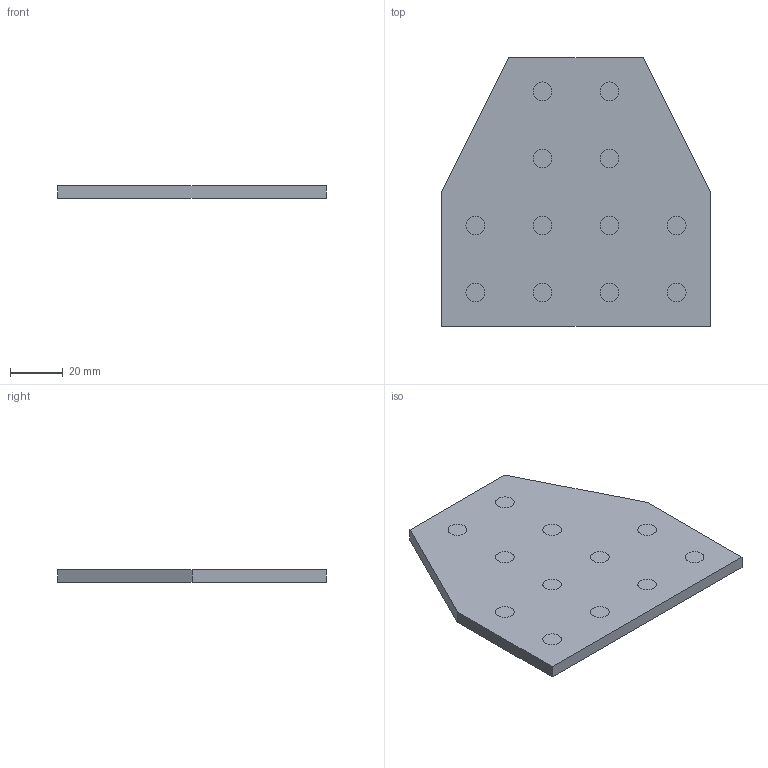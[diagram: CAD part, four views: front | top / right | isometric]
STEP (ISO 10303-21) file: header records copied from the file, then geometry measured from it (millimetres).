
FILE_DESCRIPTION((''),'2;1');
FILE_NAME('10JP4216.stp','2015-07-14T08:41:09',(''),(''),'Mechanical Desktop 2011','Mechanical Desktop 2011',', , ');
FILE_SCHEMA(('AUTOMOTIVE_DESIGN { 1 2 10303 214 1 1 1 1 }'));
Length unit declared in the file: inch
Products named in the file (2): Product; CM02169
Bounding box: 101.6 x 101.6 x 4.78 mm (x, y, z)
Volume: 45407.1 mm3; surface area: 22053.5 mm2
Topology: 13 solids, 13 shells, 56 faces, 90 edges, 60 vertices
Faces by surface type: plane 32, cylinder 24
Entity records: 1351 total; most frequent: DIRECTION 254, CARTESIAN_POINT 208, ORIENTED_EDGE 180, AXIS2_PLACEMENT_3D 106, EDGE_CURVE 90, VERTEX_POINT 60, EDGE_LOOP 56, FACE_OUTER_BOUND 56
